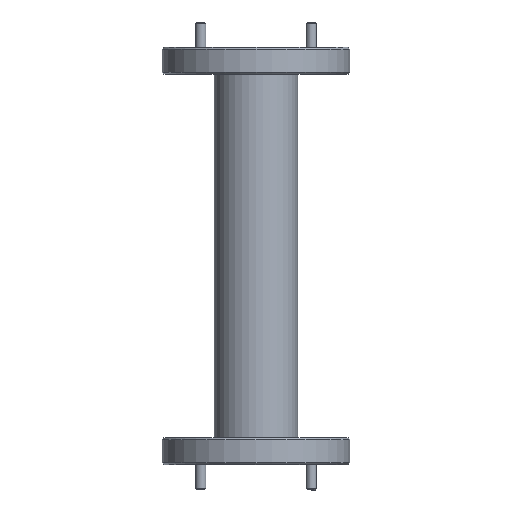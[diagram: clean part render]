
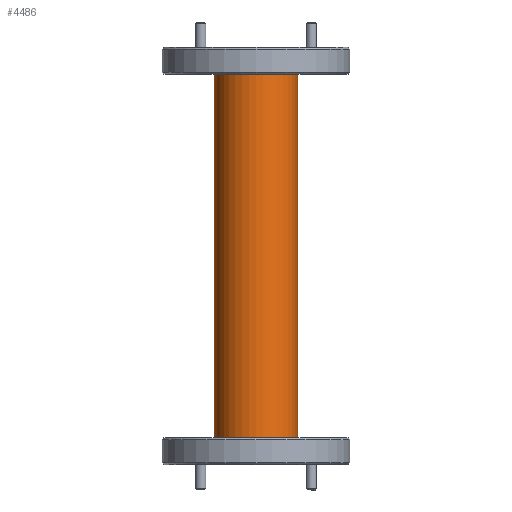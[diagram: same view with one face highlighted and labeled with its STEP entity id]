
A CAD part, front view. The second image highlights one B-rep face of the part: STEP entity #4486.
In plain terms, the highlighted cylindrical face has radius 6.35 mm (diameter 12.7 mm), a partial arc.
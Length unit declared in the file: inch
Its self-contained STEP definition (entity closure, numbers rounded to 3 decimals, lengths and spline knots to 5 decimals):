
#42 = DIRECTION ( 'NONE',  ( -1., 0., 0. ) ) ;
#311 = DIRECTION ( 'NONE',  ( 1., 0., 0. ) ) ;
#878 = CARTESIAN_POINT ( 'NONE',  ( -0.32273, -0.04869, 0.6753 ) ) ;
#908 = VERTEX_POINT ( 'NONE', #4414 ) ;
#1009 = VECTOR ( 'NONE', #2995, 39.37008 ) ;
#1028 = CARTESIAN_POINT ( 'NONE',  ( -0.57273, -0.04869, -1.5047 ) ) ;
#1049 = DIRECTION ( 'NONE',  ( 0., 0., 1. ) ) ;
#1266 = DIRECTION ( 'NONE',  ( 0., 0., 1. ) ) ;
#1297 = CIRCLE ( 'NONE', #1370, 0.25 ) ;
#1368 = CARTESIAN_POINT ( 'NONE',  ( -0.82273, -0.04869, -1.5047 ) ) ;
#1370 = AXIS2_PLACEMENT_3D ( 'NONE', #3594, #2918, #4105 ) ;
#1601 = VERTEX_POINT ( 'NONE', #4313 ) ;
#1719 = EDGE_CURVE ( 'NONE', #2080, #908, #1297, .T. ) ;
#1815 = EDGE_CURVE ( 'NONE', #1601, #2080, #4018, .T. ) ;
#2080 = VERTEX_POINT ( 'NONE', #878 ) ;
#2249 = ORIENTED_EDGE ( 'NONE', *, *, #3537, .F. ) ;
#2282 = CARTESIAN_POINT ( 'NONE',  ( -0.57273, -0.04869, -1.5047 ) ) ;
#2474 = FACE_OUTER_BOUND ( 'NONE', #2575, .T. ) ;
#2575 = EDGE_LOOP ( 'NONE', ( #2249, #3442, #3212, #3570 ) ) ;
#2644 = EDGE_CURVE ( 'NONE', #1601, #2680, #3758, .T. ) ;
#2680 = VERTEX_POINT ( 'NONE', #1368 ) ;
#2918 = DIRECTION ( 'NONE',  ( 0., 0., -1. ) ) ;
#2986 = DIRECTION ( 'NONE',  ( 0., 0., -1. ) ) ;
#2995 = DIRECTION ( 'NONE',  ( 0., 0., 1. ) ) ;
#3212 = ORIENTED_EDGE ( 'NONE', *, *, #1815, .T. ) ;
#3326 = AXIS2_PLACEMENT_3D ( 'NONE', #1028, #1049, #311 ) ;
#3442 = ORIENTED_EDGE ( 'NONE', *, *, #2644, .F. ) ;
#3537 = EDGE_CURVE ( 'NONE', #2680, #908, #4394, .T. ) ;
#3570 = ORIENTED_EDGE ( 'NONE', *, *, #1719, .T. ) ;
#3594 = CARTESIAN_POINT ( 'NONE',  ( -0.57273, -0.04869, 0.6753 ) ) ;
#3758 = CIRCLE ( 'NONE', #3837, 0.25 ) ;
#3837 = AXIS2_PLACEMENT_3D ( 'NONE', #2282, #2986, #42 ) ;
#4018 = LINE ( 'NONE', #4082, #1009 ) ;
#4028 = VECTOR ( 'NONE', #1266, 39.37008 ) ;
#4039 = CARTESIAN_POINT ( 'NONE',  ( -0.82273, -0.04869, -1.5047 ) ) ;
#4082 = CARTESIAN_POINT ( 'NONE',  ( -0.32273, -0.04869, -1.5047 ) ) ;
#4105 = DIRECTION ( 'NONE',  ( -1., 0., 0. ) ) ;
#4125 = CYLINDRICAL_SURFACE ( 'NONE', #3326, 0.25 ) ;
#4313 = CARTESIAN_POINT ( 'NONE',  ( -0.32273, -0.04869, -1.5047 ) ) ;
#4394 = LINE ( 'NONE', #4039, #4028 ) ;
#4414 = CARTESIAN_POINT ( 'NONE',  ( -0.82273, -0.04869, 0.6753 ) ) ;
#4486 = ADVANCED_FACE ( 'NONE', ( #2474 ), #4125, .T. ) ;
